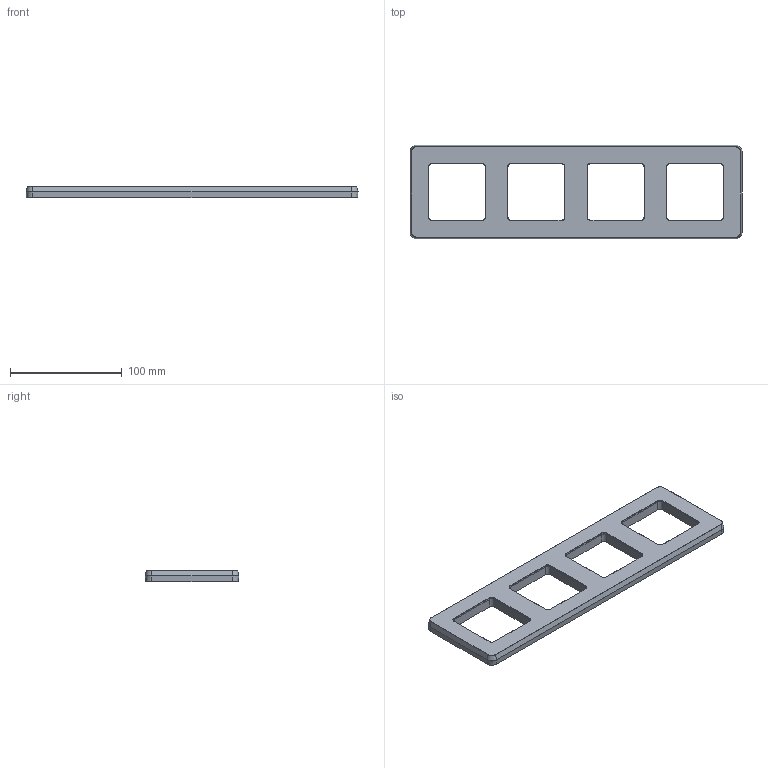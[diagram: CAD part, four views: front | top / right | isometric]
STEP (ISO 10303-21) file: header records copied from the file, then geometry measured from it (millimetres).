
FILE_DESCRIPTION (( 'STEP AP203' ), '1' );
FILE_NAME ('Ðàìêà 4-ìåñòíàÿ.STEP', '2025-05-27T11:42:58', ( '' ), ( '' ), 'SwSTEP 2.0', 'SolidWorks 2022', '' );
FILE_SCHEMA (( 'CONFIG_CONTROL_DESIGN' ));
Length unit declared in the file: millimetre
Products named in the file (1): Рамка 4-местная
Bounding box: 297 x 84 x 10 mm (x, y, z)
Volume: 142638.2 mm3; surface area: 45096.1 mm2
Topology: 2 solids, 3 shells, 154 faces, 371 edges, 226 vertices
Faces by surface type: plane 54, cylinder 37, bspline 27, cone 20, torus 16
Entity records: 10018 total; most frequent: CARTESIAN_POINT 6560, ORIENTED_EDGE 742, DIRECTION 645, EDGE_CURVE 371, AXIS2_PLACEMENT_3D 234, VERTEX_POINT 226, VECTOR 177, LINE 177
